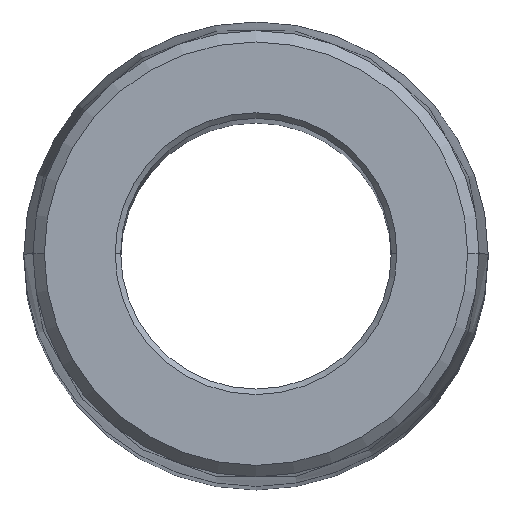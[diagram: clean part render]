
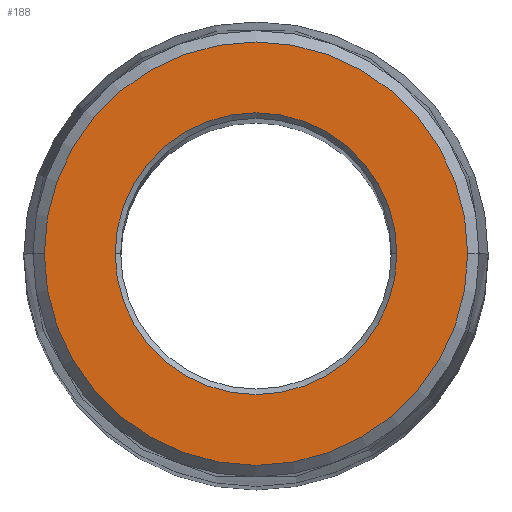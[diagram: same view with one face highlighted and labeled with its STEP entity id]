
A CAD part, top view. The second image highlights one B-rep face of the part: STEP entity #188.
In plain terms, the highlighted planar face has unit normal (0, 0, 1).
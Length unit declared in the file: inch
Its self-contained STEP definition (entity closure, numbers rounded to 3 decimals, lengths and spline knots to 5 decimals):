
#11 = CIRCLE ( 'NONE', #38, 0.47863 ) ;
#23 = CARTESIAN_POINT ( 'NONE',  ( 0.47863, 0., 6. ) ) ;
#38 = AXIS2_PLACEMENT_3D ( 'NONE', #309, #526, #138 ) ;
#41 = DIRECTION ( 'NONE',  ( 0., 0., -1. ) ) ;
#70 = DIRECTION ( 'NONE',  ( 1., 0., 0. ) ) ;
#79 = ORIENTED_EDGE ( 'NONE', *, *, #209, .T. ) ;
#80 = DIRECTION ( 'NONE',  ( 1., 0., 0. ) ) ;
#81 = ORIENTED_EDGE ( 'NONE', *, *, #421, .T. ) ;
#94 = CARTESIAN_POINT ( 'NONE',  ( 0., 0., 6. ) ) ;
#101 = AXIS2_PLACEMENT_3D ( 'NONE', #119, #444, #70 ) ;
#110 = VERTEX_POINT ( 'NONE', #23 ) ;
#119 = CARTESIAN_POINT ( 'NONE',  ( 0., 0., 6. ) ) ;
#130 = ORIENTED_EDGE ( 'NONE', *, *, #469, .T. ) ;
#138 = DIRECTION ( 'NONE',  ( 1., 0., 0. ) ) ;
#151 = DIRECTION ( 'NONE',  ( 1., 0., 0. ) ) ;
#160 = CARTESIAN_POINT ( 'NONE',  ( 0.3185, 0., 6. ) ) ;
#164 = VERTEX_POINT ( 'NONE', #246 ) ;
#184 = DIRECTION ( 'NONE',  ( 1., 0., 0. ) ) ;
#188 = ADVANCED_FACE ( 'NONE', ( #503, #248 ), #198, .T. ) ;
#191 = CIRCLE ( 'NONE', #509, 0.3185 ) ;
#192 = CIRCLE ( 'NONE', #101, 0.47863 ) ;
#198 = PLANE ( 'NONE',  #349 ) ;
#209 = EDGE_CURVE ( 'NONE', #110, #498, #192, .T. ) ;
#216 = ORIENTED_EDGE ( 'NONE', *, *, #336, .T. ) ;
#228 = DIRECTION ( 'NONE',  ( 0., 0., -1. ) ) ;
#246 = CARTESIAN_POINT ( 'NONE',  ( -0.3185, 0., 6. ) ) ;
#248 = FACE_OUTER_BOUND ( 'NONE', #535, .T. ) ;
#257 = CARTESIAN_POINT ( 'NONE',  ( 0., 0., 6. ) ) ;
#258 = CIRCLE ( 'NONE', #374, 0.3185 ) ;
#270 = CARTESIAN_POINT ( 'NONE',  ( -0.47863, 0., 6. ) ) ;
#297 = VERTEX_POINT ( 'NONE', #160 ) ;
#309 = CARTESIAN_POINT ( 'NONE',  ( 0., 0., 6. ) ) ;
#332 = DIRECTION ( 'NONE',  ( 0., 0., 1. ) ) ;
#336 = EDGE_CURVE ( 'NONE', #297, #164, #258, .T. ) ;
#337 = EDGE_LOOP ( 'NONE', ( #216, #130 ) ) ;
#349 = AXIS2_PLACEMENT_3D ( 'NONE', #501, #332, #151 ) ;
#374 = AXIS2_PLACEMENT_3D ( 'NONE', #257, #41, #80 ) ;
#421 = EDGE_CURVE ( 'NONE', #498, #110, #11, .T. ) ;
#444 = DIRECTION ( 'NONE',  ( 0., 0., 1. ) ) ;
#469 = EDGE_CURVE ( 'NONE', #164, #297, #191, .T. ) ;
#498 = VERTEX_POINT ( 'NONE', #270 ) ;
#501 = CARTESIAN_POINT ( 'NONE',  ( 0., 0., 6. ) ) ;
#503 = FACE_BOUND ( 'NONE', #337, .T. ) ;
#509 = AXIS2_PLACEMENT_3D ( 'NONE', #94, #228, #184 ) ;
#526 = DIRECTION ( 'NONE',  ( 0., 0., 1. ) ) ;
#535 = EDGE_LOOP ( 'NONE', ( #81, #79 ) ) ;
